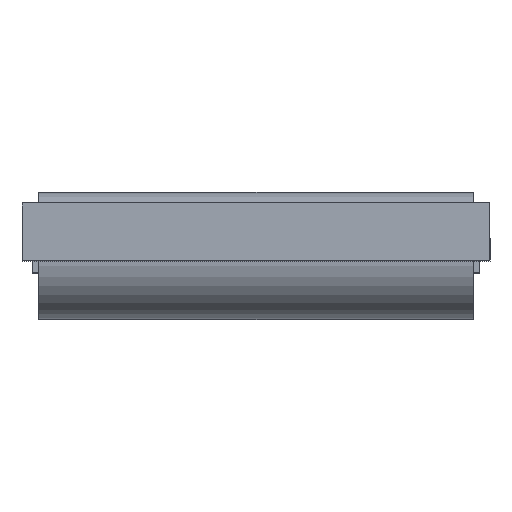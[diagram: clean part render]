
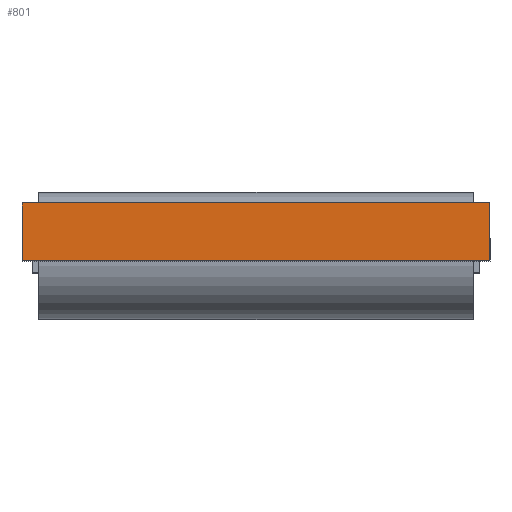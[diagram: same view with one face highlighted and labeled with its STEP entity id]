
A CAD part, top view. The second image highlights one B-rep face of the part: STEP entity #801.
In plain terms, the highlighted planar face has unit normal (0, 0, 1).
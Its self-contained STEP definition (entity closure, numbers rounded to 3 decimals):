
#100 = LINE ( 'NONE', #854, #694 ) ;
#256 = CARTESIAN_POINT ( 'NONE',  ( -35., -0.82, 109.5 ) ) ;
#290 = DIRECTION ( 'NONE',  ( -1., 0., 0. ) ) ;
#320 = LINE ( 'NONE', #878, #752 ) ;
#341 = VERTEX_POINT ( 'NONE', #682 ) ;
#347 = VERTEX_POINT ( 'NONE', #363 ) ;
#357 = VERTEX_POINT ( 'NONE', #1121 ) ;
#363 = CARTESIAN_POINT ( 'NONE',  ( 35., 7.82, 109.5 ) ) ;
#369 = EDGE_CURVE ( 'NONE', #578, #341, #956, .T. ) ;
#424 = CARTESIAN_POINT ( 'NONE',  ( -35., 7.82, 109.5 ) ) ;
#445 = AXIS2_PLACEMENT_3D ( 'NONE', #768, #1139, #290 ) ;
#464 = VECTOR ( 'NONE', #473, 1000. ) ;
#473 = DIRECTION ( 'NONE',  ( 1., 0., 0. ) ) ;
#489 = EDGE_CURVE ( 'NONE', #347, #341, #320, .T. ) ;
#565 = DIRECTION ( 'NONE',  ( 0., -1., 0. ) ) ;
#578 = VERTEX_POINT ( 'NONE', #256 ) ;
#610 = ORIENTED_EDGE ( 'NONE', *, *, #489, .F. ) ;
#654 = PLANE ( 'NONE',  #445 ) ;
#657 = ORIENTED_EDGE ( 'NONE', *, *, #369, .T. ) ;
#669 = CARTESIAN_POINT ( 'NONE',  ( 35., -0.82, 109.5 ) ) ;
#682 = CARTESIAN_POINT ( 'NONE',  ( 35., -0.82, 109.5 ) ) ;
#684 = ORIENTED_EDGE ( 'NONE', *, *, #868, .F. ) ;
#694 = VECTOR ( 'NONE', #565, 1000. ) ;
#710 = EDGE_LOOP ( 'NONE', ( #657, #610, #684, #900 ) ) ;
#715 = EDGE_CURVE ( 'NONE', #357, #578, #100, .T. ) ;
#751 = FACE_OUTER_BOUND ( 'NONE', #710, .T. ) ;
#752 = VECTOR ( 'NONE', #1078, 1000. ) ;
#757 = LINE ( 'NONE', #424, #909 ) ;
#768 = CARTESIAN_POINT ( 'NONE',  ( 35., 0.82, 109.5 ) ) ;
#801 = ADVANCED_FACE ( 'NONE', ( #751 ), #654, .F. ) ;
#854 = CARTESIAN_POINT ( 'NONE',  ( -35., 0.82, 109.5 ) ) ;
#868 = EDGE_CURVE ( 'NONE', #357, #347, #757, .T. ) ;
#878 = CARTESIAN_POINT ( 'NONE',  ( 35., 0.82, 109.5 ) ) ;
#900 = ORIENTED_EDGE ( 'NONE', *, *, #715, .T. ) ;
#909 = VECTOR ( 'NONE', #1185, 1000. ) ;
#956 = LINE ( 'NONE', #669, #464 ) ;
#1078 = DIRECTION ( 'NONE',  ( 0., -1., 0. ) ) ;
#1121 = CARTESIAN_POINT ( 'NONE',  ( -35., 7.82, 109.5 ) ) ;
#1139 = DIRECTION ( 'NONE',  ( 0., 0., -1. ) ) ;
#1185 = DIRECTION ( 'NONE',  ( 1., 0., 0. ) ) ;
